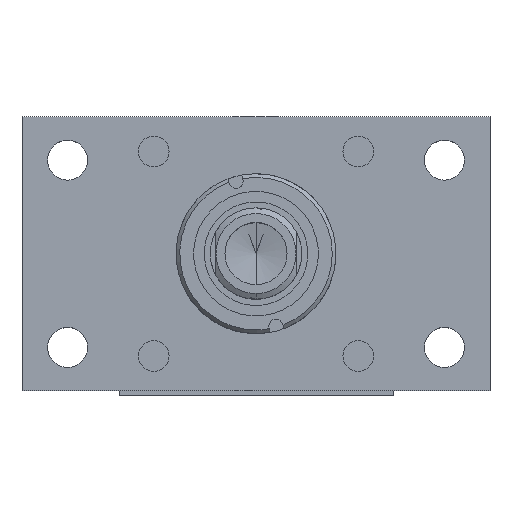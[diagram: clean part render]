
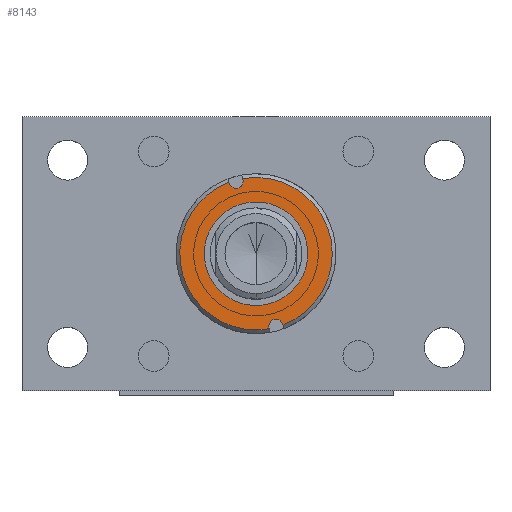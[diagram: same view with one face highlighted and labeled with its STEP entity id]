
A CAD part, top view. The second image highlights one B-rep face of the part: STEP entity #8143.
In plain terms, the highlighted planar face has unit normal (0, 0, 1).
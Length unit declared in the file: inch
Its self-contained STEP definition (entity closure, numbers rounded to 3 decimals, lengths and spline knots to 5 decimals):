
#37 = VERTEX_POINT ( 'NONE', #1051 ) ;
#40 = EDGE_CURVE ( 'NONE', #4918, #358, #1754, .T. ) ;
#234 = CARTESIAN_POINT ( 'NONE',  ( 19.41758, 30.63592, -2.69734 ) ) ;
#320 = LINE ( 'NONE', #5745, #7883 ) ;
#347 = DIRECTION ( 'NONE',  ( 1., 0., 0. ) ) ;
#358 = VERTEX_POINT ( 'NONE', #7818 ) ;
#363 = CARTESIAN_POINT ( 'NONE',  ( 19.49558, 31.20342, -2.69734 ) ) ;
#411 = ORIENTED_EDGE ( 'NONE', *, *, #2104, .F. ) ;
#439 = ORIENTED_EDGE ( 'NONE', *, *, #2276, .T. ) ;
#492 = CARTESIAN_POINT ( 'NONE',  ( 18.58258, 30.63592, -2.69734 ) ) ;
#536 = CARTESIAN_POINT ( 'NONE',  ( 18.85008, 30.63592, -2.69734 ) ) ;
#818 = EDGE_LOOP ( 'NONE', ( #3225, #3382 ) ) ;
#834 = CARTESIAN_POINT ( 'NONE',  ( 19.98508, 30.63592, -2.69734 ) ) ;
#907 = CARTESIAN_POINT ( 'NONE',  ( 19.49558, 31.45966, -2.69734 ) ) ;
#1051 = CARTESIAN_POINT ( 'NONE',  ( 19.33958, 31.45966, -2.69734 ) ) ;
#1106 = DIRECTION ( 'NONE',  ( 0., 0., -1. ) ) ;
#1133 = DIRECTION ( 'NONE',  ( 0., 0., 1. ) ) ;
#1153 = DIRECTION ( 'NONE',  ( 0., -1., 0. ) ) ;
#1267 = EDGE_LOOP ( 'NONE', ( #411, #3541, #5798, #439, #4355, #7292, #4790, #6287, #7886 ) ) ;
#1312 = CARTESIAN_POINT ( 'NONE',  ( 19.33958, 31.20342, -2.69734 ) ) ;
#1353 = VERTEX_POINT ( 'NONE', #1831 ) ;
#1436 = VERTEX_POINT ( 'NONE', #536 ) ;
#1527 = CARTESIAN_POINT ( 'NONE',  ( 19.33958, 29.81218, -2.69734 ) ) ;
#1608 = DIRECTION ( 'NONE',  ( 0., 1., 0. ) ) ;
#1644 = DIRECTION ( 'NONE',  ( -1., 0., 0. ) ) ;
#1687 = CARTESIAN_POINT ( 'NONE',  ( 19.49558, 29.81218, -2.69734 ) ) ;
#1688 = CARTESIAN_POINT ( 'NONE',  ( 19.41758, 30.63592, -2.69734 ) ) ;
#1754 = CIRCLE ( 'NONE', #3018, 0.835 ) ;
#1831 = CARTESIAN_POINT ( 'NONE',  ( 19.33958, 31.46727, -2.69734 ) ) ;
#2104 = EDGE_CURVE ( 'NONE', #4918, #7988, #320, .T. ) ;
#2226 = EDGE_CURVE ( 'NONE', #358, #5077, #2254, .T. ) ;
#2254 = LINE ( 'NONE', #363, #2578 ) ;
#2276 = EDGE_CURVE ( 'NONE', #5077, #37, #8856, .T. ) ;
#2400 = CIRCLE ( 'NONE', #2635, 0.078 ) ;
#2454 = EDGE_CURVE ( 'NONE', #2605, #8372, #5195, .T. ) ;
#2485 = CARTESIAN_POINT ( 'NONE',  ( 19.41758, 29.81218, -2.69734 ) ) ;
#2578 = VECTOR ( 'NONE', #7297, 39.37008 ) ;
#2605 = VERTEX_POINT ( 'NONE', #492 ) ;
#2635 = AXIS2_PLACEMENT_3D ( 'NONE', #2485, #1106, #1644 ) ;
#2671 = DIRECTION ( 'NONE',  ( 0., 0., -1. ) ) ;
#2759 = VERTEX_POINT ( 'NONE', #1527 ) ;
#3018 = AXIS2_PLACEMENT_3D ( 'NONE', #4598, #1133, #3170 ) ;
#3170 = DIRECTION ( 'NONE',  ( 1., 0., 0. ) ) ;
#3225 = ORIENTED_EDGE ( 'NONE', *, *, #7794, .F. ) ;
#3382 = ORIENTED_EDGE ( 'NONE', *, *, #3542, .F. ) ;
#3483 = CIRCLE ( 'NONE', #8712, 0.5675 ) ;
#3541 = ORIENTED_EDGE ( 'NONE', *, *, #40, .T. ) ;
#3542 = EDGE_CURVE ( 'NONE', #1436, #7753, #5384, .T. ) ;
#3699 = CIRCLE ( 'NONE', #7491, 0.835 ) ;
#3837 = DIRECTION ( 'NONE',  ( 0., 0., 1. ) ) ;
#3983 = CARTESIAN_POINT ( 'NONE',  ( 19.41758, 31.45966, -2.69734 ) ) ;
#4355 = ORIENTED_EDGE ( 'NONE', *, *, #8777, .F. ) ;
#4440 = AXIS2_PLACEMENT_3D ( 'NONE', #8759, #5881, #5229 ) ;
#4465 = FACE_OUTER_BOUND ( 'NONE', #1267, .T. ) ;
#4478 = DIRECTION ( 'NONE',  ( 1., 0., 0. ) ) ;
#4509 = DIRECTION ( 'NONE',  ( 0., 0., 1. ) ) ;
#4578 = FACE_BOUND ( 'NONE', #818, .T. ) ;
#4598 = CARTESIAN_POINT ( 'NONE',  ( 19.41758, 30.63592, -2.69734 ) ) ;
#4790 = ORIENTED_EDGE ( 'NONE', *, *, #2454, .T. ) ;
#4918 = VERTEX_POINT ( 'NONE', #6998 ) ;
#5077 = VERTEX_POINT ( 'NONE', #907 ) ;
#5195 = CIRCLE ( 'NONE', #8765, 0.835 ) ;
#5229 = DIRECTION ( 'NONE',  ( -1., 0., 0. ) ) ;
#5384 = CIRCLE ( 'NONE', #7443, 0.5675 ) ;
#5462 = CARTESIAN_POINT ( 'NONE',  ( 19.33958, 29.80457, -2.69734 ) ) ;
#5526 = AXIS2_PLACEMENT_3D ( 'NONE', #3983, #2671, #7630 ) ;
#5741 = VECTOR ( 'NONE', #7559, 39.37008 ) ;
#5745 = CARTESIAN_POINT ( 'NONE',  ( 19.49558, 31.20342, -2.69734 ) ) ;
#5769 = DIRECTION ( 'NONE',  ( 0., 0., 1. ) ) ;
#5798 = ORIENTED_EDGE ( 'NONE', *, *, #2226, .T. ) ;
#5881 = DIRECTION ( 'NONE',  ( 0., 0., -1. ) ) ;
#5947 = PLANE ( 'NONE',  #4440 ) ;
#6287 = ORIENTED_EDGE ( 'NONE', *, *, #8890, .T. ) ;
#6427 = CARTESIAN_POINT ( 'NONE',  ( 19.41758, 30.63592, -2.69734 ) ) ;
#6467 = DIRECTION ( 'NONE',  ( 1., 0., 0. ) ) ;
#6504 = VECTOR ( 'NONE', #1153, 39.37008 ) ;
#6975 = EDGE_CURVE ( 'NONE', #2759, #7988, #2400, .T. ) ;
#6998 = CARTESIAN_POINT ( 'NONE',  ( 19.49558, 29.80457, -2.69734 ) ) ;
#7292 = ORIENTED_EDGE ( 'NONE', *, *, #8030, .T. ) ;
#7297 = DIRECTION ( 'NONE',  ( 0., -1., 0. ) ) ;
#7443 = AXIS2_PLACEMENT_3D ( 'NONE', #234, #3837, #347 ) ;
#7491 = AXIS2_PLACEMENT_3D ( 'NONE', #7930, #4509, #8700 ) ;
#7559 = DIRECTION ( 'NONE',  ( 0., 1., 0. ) ) ;
#7630 = DIRECTION ( 'NONE',  ( -1., 0., 0. ) ) ;
#7753 = VERTEX_POINT ( 'NONE', #834 ) ;
#7794 = EDGE_CURVE ( 'NONE', #7753, #1436, #3483, .T. ) ;
#7818 = CARTESIAN_POINT ( 'NONE',  ( 19.49558, 31.46727, -2.69734 ) ) ;
#7883 = VECTOR ( 'NONE', #1608, 39.37008 ) ;
#7886 = ORIENTED_EDGE ( 'NONE', *, *, #6975, .T. ) ;
#7930 = CARTESIAN_POINT ( 'NONE',  ( 19.41758, 30.63592, -2.69734 ) ) ;
#7985 = CARTESIAN_POINT ( 'NONE',  ( 19.33958, 31.20342, -2.69734 ) ) ;
#7988 = VERTEX_POINT ( 'NONE', #1687 ) ;
#8030 = EDGE_CURVE ( 'NONE', #1353, #2605, #3699, .T. ) ;
#8143 = ADVANCED_FACE ( 'NONE', ( #4578, #4465 ), #5947, .F. ) ;
#8232 = LINE ( 'NONE', #1312, #5741 ) ;
#8341 = LINE ( 'NONE', #7985, #6504 ) ;
#8372 = VERTEX_POINT ( 'NONE', #5462 ) ;
#8566 = DIRECTION ( 'NONE',  ( 0., 0., 1. ) ) ;
#8700 = DIRECTION ( 'NONE',  ( 1., 0., 0. ) ) ;
#8712 = AXIS2_PLACEMENT_3D ( 'NONE', #6427, #5769, #6467 ) ;
#8759 = CARTESIAN_POINT ( 'NONE',  ( 19.41758, 31.20342, -2.69734 ) ) ;
#8765 = AXIS2_PLACEMENT_3D ( 'NONE', #1688, #8566, #4478 ) ;
#8777 = EDGE_CURVE ( 'NONE', #1353, #37, #8341, .T. ) ;
#8856 = CIRCLE ( 'NONE', #5526, 0.078 ) ;
#8890 = EDGE_CURVE ( 'NONE', #8372, #2759, #8232, .T. ) ;
